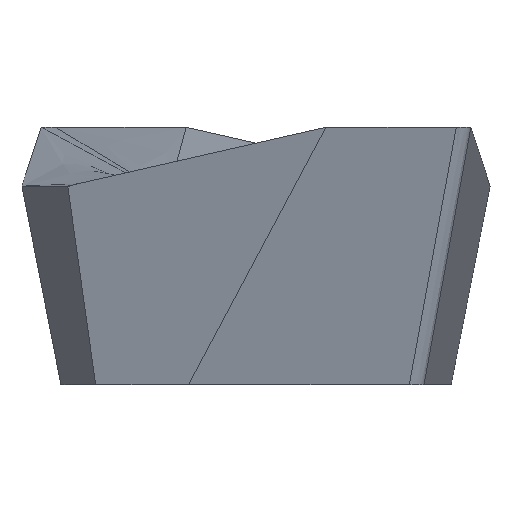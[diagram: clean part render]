
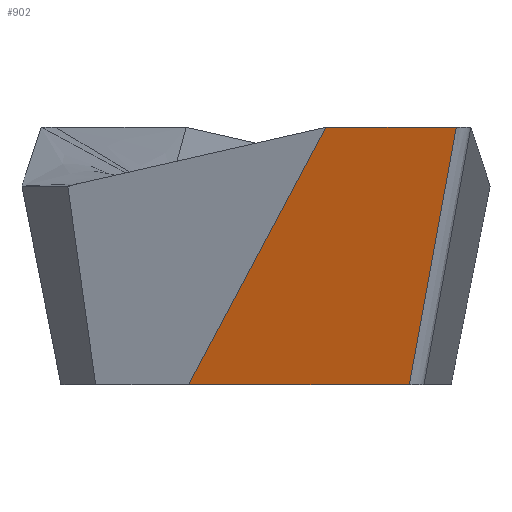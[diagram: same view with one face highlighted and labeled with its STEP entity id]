
A CAD part, left-side view. The second image highlights one B-rep face of the part: STEP entity #902.
In plain terms, the highlighted planar face has unit normal (-0.966, 0, -0.259).
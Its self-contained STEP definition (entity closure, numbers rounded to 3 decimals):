
#21=CARTESIAN_POINT('',(-4.74,-2.085,-3.5));
#86=DIRECTION('',(0.,1.,0.));
#87=VECTOR('',#86,3.003);
#88=CARTESIAN_POINT('',(-4.74,-2.085,-3.5));
#89=LINE('',#88,#87);
#169=DIRECTION('',(-0.23,-0.458,0.859));
#170=VECTOR('',#169,4.076);
#171=CARTESIAN_POINT('',(-4.74,0.917,-3.5));
#172=LINE('',#171,#170);
#183=DIRECTION('',(0.,-1.,0.));
#184=VECTOR('',#183,1.773);
#185=CARTESIAN_POINT('',(-5.678,-0.949,0.));
#186=LINE('',#185,#184);
#190=DIRECTION('',(0.255,0.173,-0.951));
#191=VECTOR('',#190,3.679);
#192=CARTESIAN_POINT('',(-5.678,-2.723,0.));
#193=LINE('',#192,#191);
#523=CARTESIAN_POINT('',(-4.74,0.917,-3.5));
#524=VERTEX_POINT('',#523);
#534=VERTEX_POINT('',#21);
#552=CARTESIAN_POINT('',(-5.678,-0.949,0.));
#554=VERTEX_POINT('',#552);
#556=CARTESIAN_POINT('',(-5.678,-2.723,0.));
#558=VERTEX_POINT('',#556);
#891=CARTESIAN_POINT('',(-5.678,-1.371,0.));
#892=DIRECTION('',(0.966,0.,0.259));
#893=DIRECTION('',(-0.259,0.,0.966));
#894=AXIS2_PLACEMENT_3D('',#891,#892,#893);
#895=PLANE('',#894);
#896=ORIENTED_EDGE('',*,*,#789,.T.);
#897=ORIENTED_EDGE('',*,*,#679,.T.);
#898=ORIENTED_EDGE('',*,*,#614,.T.);
#899=ORIENTED_EDGE('',*,*,#884,.T.);
#900=EDGE_LOOP('',(#896,#897,#898,#899));
#901=FACE_OUTER_BOUND('',#900,.F.);
#614=EDGE_CURVE('',#534,#524,#89,.T.);
#679=EDGE_CURVE('',#558,#534,#193,.T.);
#789=EDGE_CURVE('',#554,#558,#186,.T.);
#884=EDGE_CURVE('',#524,#554,#172,.T.);
#902=ADVANCED_FACE('',(#901),#895,.F.);
